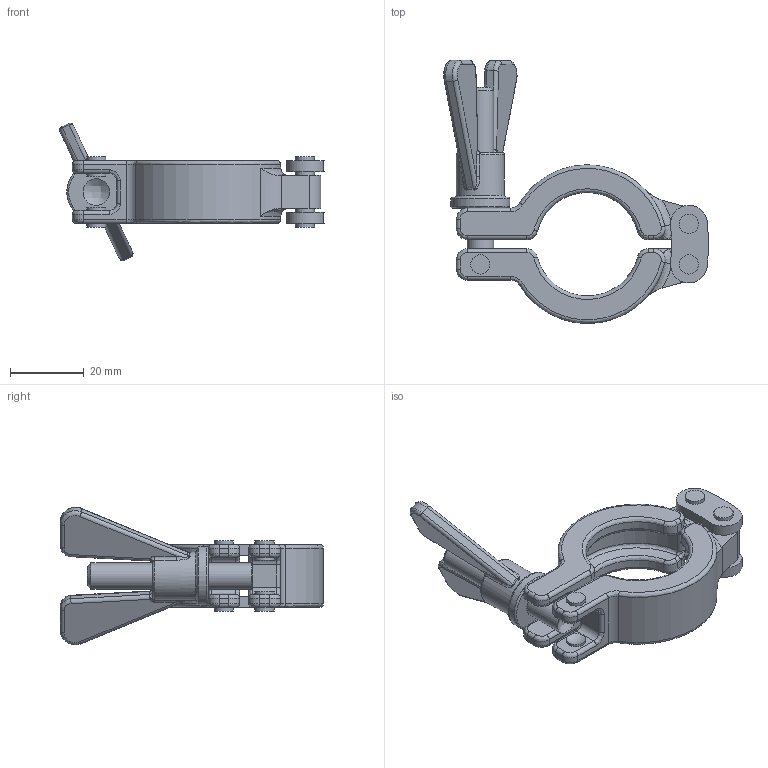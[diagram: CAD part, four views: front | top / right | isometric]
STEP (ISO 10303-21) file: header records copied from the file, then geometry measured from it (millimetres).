
FILE_DESCRIPTION (( 'STEP AP214' ), '1' );
FILE_NAME ('101.034.0SH.STEP', '2017-10-05T12:23:47', ( '' ), ( '' ), 'SwSTEP 2.0', 'SolidWorks 2016', '' );
FILE_SCHEMA (( 'AUTOMOTIVE_DESIGN' ));
Length unit declared in the file: millimetre
Products named in the file (1): 101.034.0SH
Bounding box: 71.69 x 71.26 x 37.27 mm (x, y, z)
Volume: 20868.4 mm3; surface area: 12309.1 mm2
Topology: 2 solids, 2 shells, 313 faces, 722 edges, 422 vertices
Faces by surface type: bspline 134, cylinder 120, plane 54, cone 5
Full cylindrical faces by diameter (mm): 5.2 x12, 7.2 x2, 13 x1, 16 x1
Entity records: 13105 total; most frequent: CARTESIAN_POINT 6893, ORIENTED_EDGE 1386, DIRECTION 1160, EDGE_CURVE 693, AXIS2_PLACEMENT_3D 478, VERTEX_POINT 421, EDGE_LOOP 352, FACE_OUTER_BOUND 329
